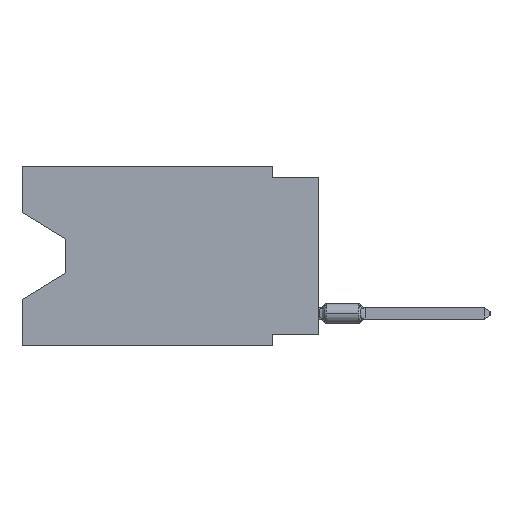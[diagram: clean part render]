
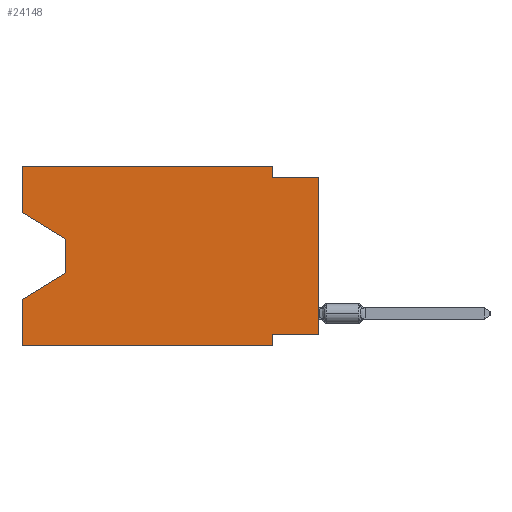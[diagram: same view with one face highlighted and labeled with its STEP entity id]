
A CAD part, left-side view. The second image highlights one B-rep face of the part: STEP entity #24148.
In plain terms, the highlighted planar face has unit normal (-1, 0, 0).
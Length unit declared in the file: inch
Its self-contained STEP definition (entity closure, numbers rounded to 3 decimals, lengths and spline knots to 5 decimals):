
#198 = CARTESIAN_POINT ( 'NONE',  ( 0., 0.645, -0.10025 ) ) ;
#553 = DIRECTION ( 'NONE',  ( 0., -1., 0. ) ) ;
#1101 = CARTESIAN_POINT ( 'NONE',  ( 0., 0.645, -0.39 ) ) ;
#1266 = DIRECTION ( 'NONE',  ( 0., -0.855, -0.519 ) ) ;
#2071 = PLANE ( 'NONE',  #7093 ) ;
#2458 = EDGE_LOOP ( 'NONE', ( #31531, #27495, #22401, #22473, #23443, #9210, #8721, #57478, #27356, #38004, #54834, #79931 ) ) ;
#3033 = VECTOR ( 'NONE', #47044, 39.37008 ) ;
#5275 = LINE ( 'NONE', #15854, #67053 ) ;
#5556 = VECTOR ( 'NONE', #38994, 39.37008 ) ;
#5706 = LINE ( 'NONE', #44595, #11768 ) ;
#7093 = AXIS2_PLACEMENT_3D ( 'NONE', #51868, #78160, #72287 ) ;
#7865 = EDGE_CURVE ( 'NONE', #50437, #22054, #63635, .T. ) ;
#8721 = ORIENTED_EDGE ( 'NONE', *, *, #51196, .F. ) ;
#8753 = CARTESIAN_POINT ( 'NONE',  ( 0., 0., 0. ) ) ;
#9210 = ORIENTED_EDGE ( 'NONE', *, *, #56144, .F. ) ;
#9443 = VECTOR ( 'NONE', #15013, 39.37008 ) ;
#9935 = VERTEX_POINT ( 'NONE', #61455 ) ;
#11768 = VECTOR ( 'NONE', #81791, 39.37008 ) ;
#12292 = LINE ( 'NONE', #38631, #69146 ) ;
#15013 = DIRECTION ( 'NONE',  ( 0., 0., 1. ) ) ;
#15073 = VERTEX_POINT ( 'NONE', #42670 ) ;
#15854 = CARTESIAN_POINT ( 'NONE',  ( 0., 0.55, -0.158 ) ) ;
#17904 = VERTEX_POINT ( 'NONE', #44493 ) ;
#18564 = VERTEX_POINT ( 'NONE', #80981 ) ;
#20966 = DIRECTION ( 'NONE',  ( 0., 0., -1. ) ) ;
#21118 = LINE ( 'NONE', #72920, #3033 ) ;
#22054 = VERTEX_POINT ( 'NONE', #32462 ) ;
#22401 = ORIENTED_EDGE ( 'NONE', *, *, #70824, .T. ) ;
#22473 = ORIENTED_EDGE ( 'NONE', *, *, #54343, .F. ) ;
#23443 = ORIENTED_EDGE ( 'NONE', *, *, #33350, .T. ) ;
#24148 = ADVANCED_FACE ( 'NONE', ( #64398 ), #2071, .F. ) ;
#24316 = DIRECTION ( 'NONE',  ( 0., 0., -1. ) ) ;
#24475 = VERTEX_POINT ( 'NONE', #50549 ) ;
#25086 = EDGE_CURVE ( 'NONE', #22054, #71801, #21118, .T. ) ;
#25606 = CARTESIAN_POINT ( 'NONE',  ( 0., 0.645, 0. ) ) ;
#26451 = LINE ( 'NONE', #64076, #5556 ) ;
#27356 = ORIENTED_EDGE ( 'NONE', *, *, #58192, .F. ) ;
#27495 = ORIENTED_EDGE ( 'NONE', *, *, #45568, .T. ) ;
#27679 = CARTESIAN_POINT ( 'NONE',  ( 0., 0.1, 0. ) ) ;
#29461 = CARTESIAN_POINT ( 'NONE',  ( 0., 0., -0.365 ) ) ;
#30413 = VERTEX_POINT ( 'NONE', #72412 ) ;
#31531 = ORIENTED_EDGE ( 'NONE', *, *, #69776, .T. ) ;
#32462 = CARTESIAN_POINT ( 'NONE',  ( 0., 0.645, 0. ) ) ;
#33350 = EDGE_CURVE ( 'NONE', #48767, #42472, #12292, .T. ) ;
#36540 = VECTOR ( 'NONE', #73717, 39.37008 ) ;
#38004 = ORIENTED_EDGE ( 'NONE', *, *, #78249, .F. ) ;
#38631 = CARTESIAN_POINT ( 'NONE',  ( 0., 0.645, -0.39 ) ) ;
#38994 = DIRECTION ( 'NONE',  ( 0., 0.855, -0.519 ) ) ;
#39796 = DIRECTION ( 'NONE',  ( 0., 0., 1. ) ) ;
#41004 = EDGE_CURVE ( 'NONE', #24475, #15073, #48041, .T. ) ;
#42472 = VERTEX_POINT ( 'NONE', #65097 ) ;
#42670 = CARTESIAN_POINT ( 'NONE',  ( 0., 0., -0.025 ) ) ;
#44493 = CARTESIAN_POINT ( 'NONE',  ( 0., 0.55, -0.158 ) ) ;
#44595 = CARTESIAN_POINT ( 'NONE',  ( 0., 0., -0.025 ) ) ;
#45568 = EDGE_CURVE ( 'NONE', #17904, #30413, #5275, .T. ) ;
#47044 = DIRECTION ( 'NONE',  ( 0., -1., 0. ) ) ;
#48041 = LINE ( 'NONE', #8753, #9443 ) ;
#48767 = VERTEX_POINT ( 'NONE', #1101 ) ;
#50252 = VECTOR ( 'NONE', #20966, 39.37008 ) ;
#50437 = VERTEX_POINT ( 'NONE', #198 ) ;
#50549 = CARTESIAN_POINT ( 'NONE',  ( 0., 0., -0.365 ) ) ;
#51196 = EDGE_CURVE ( 'NONE', #24475, #9935, #72898, .T. ) ;
#51868 = CARTESIAN_POINT ( 'NONE',  ( 0., 0.645, 0. ) ) ;
#52945 = VECTOR ( 'NONE', #24316, 39.37008 ) ;
#53239 = LINE ( 'NONE', #59494, #68928 ) ;
#54343 = EDGE_CURVE ( 'NONE', #48767, #18564, #53239, .T. ) ;
#54834 = ORIENTED_EDGE ( 'NONE', *, *, #25086, .F. ) ;
#55667 = LINE ( 'NONE', #67789, #52945 ) ;
#56144 = EDGE_CURVE ( 'NONE', #9935, #42472, #55667, .T. ) ;
#57478 = ORIENTED_EDGE ( 'NONE', *, *, #41004, .T. ) ;
#58192 = EDGE_CURVE ( 'NONE', #77815, #15073, #5706, .T. ) ;
#59494 = CARTESIAN_POINT ( 'NONE',  ( 0., 0.645, 0. ) ) ;
#59918 = DIRECTION ( 'NONE',  ( 0., 0., 1. ) ) ;
#61455 = CARTESIAN_POINT ( 'NONE',  ( 0., 0.1, -0.365 ) ) ;
#61626 = CARTESIAN_POINT ( 'NONE',  ( 0., 0.1, 0. ) ) ;
#63635 = LINE ( 'NONE', #25606, #78750 ) ;
#64076 = CARTESIAN_POINT ( 'NONE',  ( 0., 0.55, -0.232 ) ) ;
#64398 = FACE_OUTER_BOUND ( 'NONE', #2458, .T. ) ;
#64399 = CARTESIAN_POINT ( 'NONE',  ( 0., 0.645, -0.10025 ) ) ;
#65097 = CARTESIAN_POINT ( 'NONE',  ( 0., 0.1, -0.39 ) ) ;
#67053 = VECTOR ( 'NONE', #72692, 39.37008 ) ;
#67789 = CARTESIAN_POINT ( 'NONE',  ( 0., 0.1, -0.39 ) ) ;
#68928 = VECTOR ( 'NONE', #59918, 39.37008 ) ;
#69146 = VECTOR ( 'NONE', #553, 39.37008 ) ;
#69776 = EDGE_CURVE ( 'NONE', #50437, #17904, #76511, .T. ) ;
#70824 = EDGE_CURVE ( 'NONE', #30413, #18564, #26451, .T. ) ;
#71801 = VERTEX_POINT ( 'NONE', #61626 ) ;
#72287 = DIRECTION ( 'NONE',  ( 0., 0., -1. ) ) ;
#72412 = CARTESIAN_POINT ( 'NONE',  ( 0., 0.55, -0.232 ) ) ;
#72692 = DIRECTION ( 'NONE',  ( 0., 0., -1. ) ) ;
#72770 = CARTESIAN_POINT ( 'NONE',  ( 0., 0.1, -0.025 ) ) ;
#72898 = LINE ( 'NONE', #29461, #36540 ) ;
#72920 = CARTESIAN_POINT ( 'NONE',  ( 0., 0.645, 0. ) ) ;
#73717 = DIRECTION ( 'NONE',  ( 0., 1., 0. ) ) ;
#76511 = LINE ( 'NONE', #64399, #80197 ) ;
#77815 = VERTEX_POINT ( 'NONE', #72770 ) ;
#78160 = DIRECTION ( 'NONE',  ( 1., 0., 0. ) ) ;
#78234 = LINE ( 'NONE', #27679, #50252 ) ;
#78249 = EDGE_CURVE ( 'NONE', #71801, #77815, #78234, .T. ) ;
#78750 = VECTOR ( 'NONE', #39796, 39.37008 ) ;
#79931 = ORIENTED_EDGE ( 'NONE', *, *, #7865, .F. ) ;
#80197 = VECTOR ( 'NONE', #1266, 39.37008 ) ;
#80981 = CARTESIAN_POINT ( 'NONE',  ( 0., 0.645, -0.28975 ) ) ;
#81791 = DIRECTION ( 'NONE',  ( 0., -1., 0. ) ) ;
